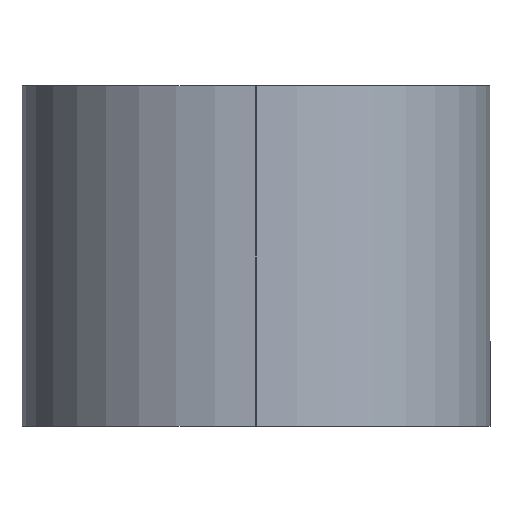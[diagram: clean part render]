
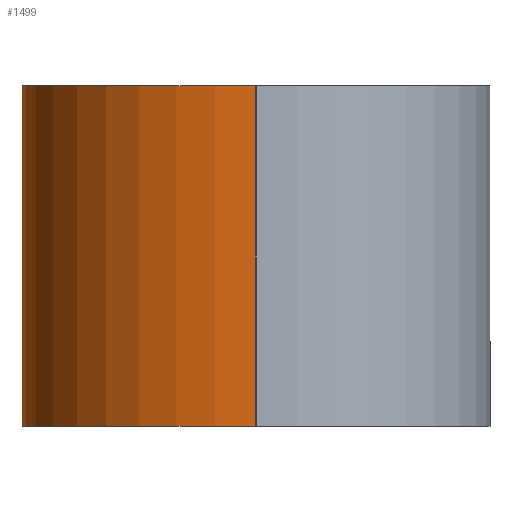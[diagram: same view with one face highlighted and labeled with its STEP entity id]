
A CAD part, front view. The second image highlights one B-rep face of the part: STEP entity #1499.
In plain terms, the highlighted cylindrical face has radius 304.8 mm (diameter 609.6 mm), a partial arc.
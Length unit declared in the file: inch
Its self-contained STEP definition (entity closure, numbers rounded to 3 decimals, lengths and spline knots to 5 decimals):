
#70 = CARTESIAN_POINT ( 'NONE',  ( 0., 0., 76.94891 ) ) ;
#127 = CARTESIAN_POINT ( 'NONE',  ( 0., 0., 0. ) ) ;
#139 = DIRECTION ( 'NONE',  ( -1., 0., 0. ) ) ;
#173 = DIRECTION ( 'NONE',  ( 0., 0., 1. ) ) ;
#208 = FACE_OUTER_BOUND ( 'NONE', #1637, .T. ) ;
#258 = CARTESIAN_POINT ( 'NONE',  ( 0., -12., 0. ) ) ;
#275 = CARTESIAN_POINT ( 'NONE',  ( -12., 0., 76.94891 ) ) ;
#391 = EDGE_CURVE ( 'NONE', #1317, #1055, #1338, .T. ) ;
#490 = AXIS2_PLACEMENT_3D ( 'NONE', #1246, #1826, #139 ) ;
#493 = VECTOR ( 'NONE', #173, 39.37008 ) ;
#632 = DIRECTION ( 'NONE',  ( 0., 0., -1. ) ) ;
#719 = CARTESIAN_POINT ( 'NONE',  ( -12., 0., 0. ) ) ;
#736 = EDGE_CURVE ( 'NONE', #908, #1056, #927, .T. ) ;
#745 = LINE ( 'NONE', #1128, #493 ) ;
#761 = ORIENTED_EDGE ( 'NONE', *, *, #736, .T. ) ;
#820 = CARTESIAN_POINT ( 'NONE',  ( 0., -12., -17.45109 ) ) ;
#838 = DIRECTION ( 'NONE',  ( 0., 0., -1. ) ) ;
#908 = VERTEX_POINT ( 'NONE', #1512 ) ;
#927 = CIRCLE ( 'NONE', #490, 12. ) ;
#1038 = ORIENTED_EDGE ( 'NONE', *, *, #1148, .T. ) ;
#1055 = VERTEX_POINT ( 'NONE', #258 ) ;
#1056 = VERTEX_POINT ( 'NONE', #820 ) ;
#1128 = CARTESIAN_POINT ( 'NONE',  ( 0., -12., 76.94891 ) ) ;
#1129 = AXIS2_PLACEMENT_3D ( 'NONE', #127, #1801, #1383 ) ;
#1148 = EDGE_CURVE ( 'NONE', #1317, #908, #1543, .T. ) ;
#1188 = DIRECTION ( 'NONE',  ( -1., 0., 0. ) ) ;
#1241 = EDGE_CURVE ( 'NONE', #1056, #1055, #745, .T. ) ;
#1246 = CARTESIAN_POINT ( 'NONE',  ( 0., 0., -17.45109 ) ) ;
#1317 = VERTEX_POINT ( 'NONE', #719 ) ;
#1327 = CYLINDRICAL_SURFACE ( 'NONE', #1457, 12. ) ;
#1328 = ORIENTED_EDGE ( 'NONE', *, *, #1241, .T. ) ;
#1338 = CIRCLE ( 'NONE', #1129, 12. ) ;
#1383 = DIRECTION ( 'NONE',  ( -1., 0., 0. ) ) ;
#1395 = VECTOR ( 'NONE', #838, 39.37008 ) ;
#1457 = AXIS2_PLACEMENT_3D ( 'NONE', #70, #632, #1188 ) ;
#1499 = ADVANCED_FACE ( 'NONE', ( #208 ), #1327, .T. ) ;
#1512 = CARTESIAN_POINT ( 'NONE',  ( -12., 0., -17.45109 ) ) ;
#1543 = LINE ( 'NONE', #275, #1395 ) ;
#1623 = ORIENTED_EDGE ( 'NONE', *, *, #391, .F. ) ;
#1637 = EDGE_LOOP ( 'NONE', ( #1623, #1038, #761, #1328 ) ) ;
#1801 = DIRECTION ( 'NONE',  ( 0., 0., 1. ) ) ;
#1826 = DIRECTION ( 'NONE',  ( 0., 0., 1. ) ) ;
